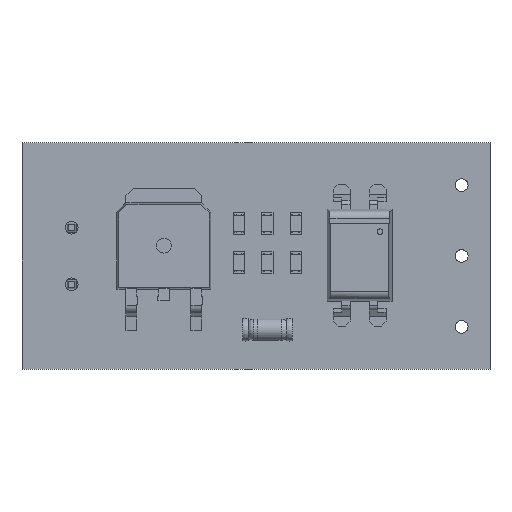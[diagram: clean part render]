
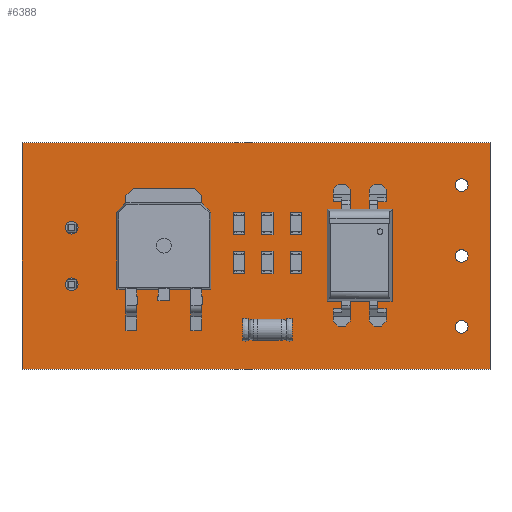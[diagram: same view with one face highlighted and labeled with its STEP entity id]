
A CAD part, top view. The second image highlights one B-rep face of the part: STEP entity #6388.
In plain terms, the highlighted planar face has unit normal (0, 0, 1).
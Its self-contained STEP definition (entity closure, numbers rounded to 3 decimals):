
#199=FACE_BOUND('',#920,.T.);
#200=FACE_BOUND('',#921,.T.);
#201=FACE_BOUND('',#922,.T.);
#202=FACE_BOUND('',#923,.T.);
#203=FACE_BOUND('',#924,.T.);
#553=FACE_OUTER_BOUND('',#919,.T.);
#919=EDGE_LOOP('',(#5744,#5745,#5746,#5747));
#920=EDGE_LOOP('',(#5748));
#921=EDGE_LOOP('',(#5749));
#922=EDGE_LOOP('',(#5750));
#923=EDGE_LOOP('',(#5751));
#924=EDGE_LOOP('',(#5752));
#1043=CIRCLE('',#6936,0.45);
#1044=CIRCLE('',#6938,0.45);
#1045=CIRCLE('',#6940,0.45);
#1046=CIRCLE('',#6942,0.45);
#1047=CIRCLE('',#6944,0.45);
#1788=LINE('',#10598,#2535);
#1790=LINE('',#10602,#2537);
#1792=LINE('',#10606,#2539);
#1794=LINE('',#10609,#2541);
#2535=VECTOR('',#8659,10.);
#2537=VECTOR('',#8663,10.);
#2539=VECTOR('',#8667,10.);
#2541=VECTOR('',#8671,10.);
#3110=VERTEX_POINT('',#10575);
#3111=VERTEX_POINT('',#10579);
#3112=VERTEX_POINT('',#10583);
#3113=VERTEX_POINT('',#10587);
#3114=VERTEX_POINT('',#10591);
#3115=VERTEX_POINT('',#10595);
#3116=VERTEX_POINT('',#10597);
#3117=VERTEX_POINT('',#10601);
#3118=VERTEX_POINT('',#10605);
#3979=EDGE_CURVE('',#3110,#3110,#1043,.T.);
#3981=EDGE_CURVE('',#3111,#3111,#1044,.T.);
#3983=EDGE_CURVE('',#3112,#3112,#1045,.T.);
#3985=EDGE_CURVE('',#3113,#3113,#1046,.T.);
#3987=EDGE_CURVE('',#3114,#3114,#1047,.T.);
#3990=EDGE_CURVE('',#3116,#3115,#1788,.T.);
#3992=EDGE_CURVE('',#3117,#3116,#1790,.T.);
#3994=EDGE_CURVE('',#3118,#3117,#1792,.T.);
#3996=EDGE_CURVE('',#3115,#3118,#1794,.T.);
#5744=ORIENTED_EDGE('',*,*,#3996,.T.);
#5745=ORIENTED_EDGE('',*,*,#3994,.T.);
#5746=ORIENTED_EDGE('',*,*,#3992,.T.);
#5747=ORIENTED_EDGE('',*,*,#3990,.T.);
#5748=ORIENTED_EDGE('',*,*,#3987,.T.);
#5749=ORIENTED_EDGE('',*,*,#3985,.T.);
#5750=ORIENTED_EDGE('',*,*,#3983,.T.);
#5751=ORIENTED_EDGE('',*,*,#3981,.T.);
#5752=ORIENTED_EDGE('',*,*,#3979,.T.);
#6038=PLANE('',#6949);
#6388=ADVANCED_FACE('',(#553,#199,#200,#201,#202,#203),#6038,.T.);
#6936=AXIS2_PLACEMENT_3D('',#10576,#8633,#8634);
#6938=AXIS2_PLACEMENT_3D('',#10580,#8638,#8639);
#6940=AXIS2_PLACEMENT_3D('',#10584,#8643,#8644);
#6942=AXIS2_PLACEMENT_3D('',#10588,#8648,#8649);
#6944=AXIS2_PLACEMENT_3D('',#10592,#8653,#8654);
#6949=AXIS2_PLACEMENT_3D('',#10610,#8672,#8673);
#8633=DIRECTION('center_axis',(0.,0.,-1.));
#8634=DIRECTION('ref_axis',(1.,0.,0.));
#8638=DIRECTION('center_axis',(0.,0.,-1.));
#8639=DIRECTION('ref_axis',(1.,0.,0.));
#8643=DIRECTION('center_axis',(0.,0.,-1.));
#8644=DIRECTION('ref_axis',(1.,0.,0.));
#8648=DIRECTION('center_axis',(0.,0.,-1.));
#8649=DIRECTION('ref_axis',(1.,0.,0.));
#8653=DIRECTION('center_axis',(0.,0.,-1.));
#8654=DIRECTION('ref_axis',(1.,0.,0.));
#8659=DIRECTION('',(1.,0.,0.));
#8663=DIRECTION('',(0.,-1.,0.));
#8667=DIRECTION('',(-1.,0.,0.));
#8671=DIRECTION('',(0.,1.,0.));
#8672=DIRECTION('center_axis',(0.,0.,1.));
#8673=DIRECTION('ref_axis',(1.,0.,0.));
#10575=CARTESIAN_POINT('',(14.05,-5.,0.7));
#10576=CARTESIAN_POINT('Origin',(14.5,-5.,0.7));
#10579=CARTESIAN_POINT('',(14.05,5.,0.7));
#10580=CARTESIAN_POINT('Origin',(14.5,5.,0.7));
#10583=CARTESIAN_POINT('',(-13.45,2.,0.7));
#10584=CARTESIAN_POINT('Origin',(-13.,2.,0.7));
#10587=CARTESIAN_POINT('',(-13.45,-2.,0.7));
#10588=CARTESIAN_POINT('Origin',(-13.,-2.,0.7));
#10591=CARTESIAN_POINT('',(14.05,0.,0.7));
#10592=CARTESIAN_POINT('Origin',(14.5,0.,0.7));
#10595=CARTESIAN_POINT('',(16.5,-8.,0.7));
#10597=CARTESIAN_POINT('',(-16.5,-8.,0.7));
#10598=CARTESIAN_POINT('',(-16.5,-8.,0.7));
#10601=CARTESIAN_POINT('',(-16.5,8.,0.7));
#10602=CARTESIAN_POINT('',(-16.5,8.,0.7));
#10605=CARTESIAN_POINT('',(16.5,8.,0.7));
#10606=CARTESIAN_POINT('',(16.5,8.,0.7));
#10609=CARTESIAN_POINT('',(16.5,-8.,0.7));
#10610=CARTESIAN_POINT('Origin',(0.,0.,0.7));
